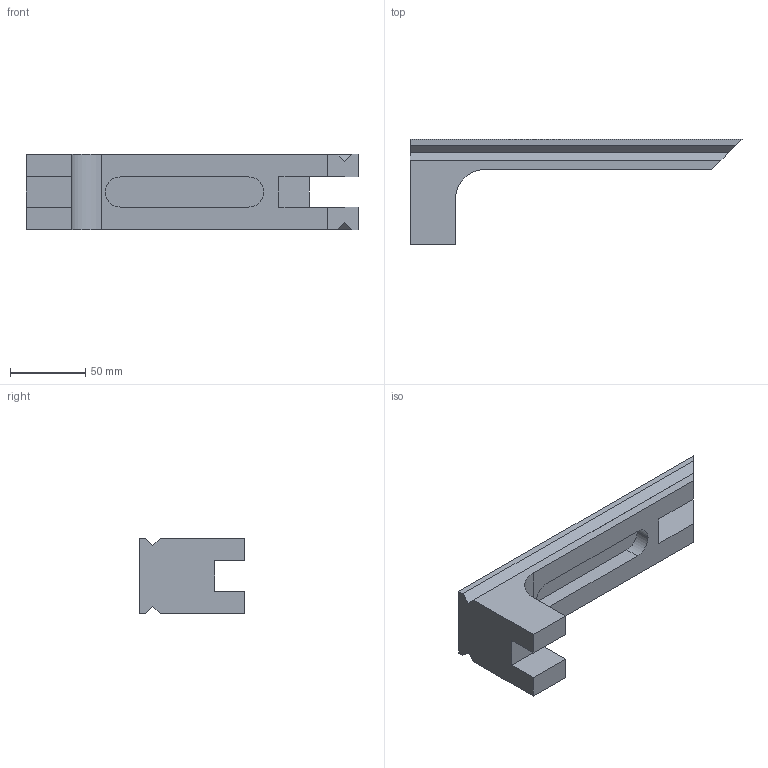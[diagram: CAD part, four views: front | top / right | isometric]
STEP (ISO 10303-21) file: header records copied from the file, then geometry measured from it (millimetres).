
FILE_DESCRIPTION (( 'STEP AP203' ), '1' );
FILE_NAME ('JointFixTool4.STEP', '2025-03-11T04:55:36', ( '' ), ( '' ), 'SwSTEP 2.0', 'SolidWorks 2020', '' );
FILE_SCHEMA (( 'CONFIG_CONTROL_DESIGN' ));
Length unit declared in the file: millimetre
Products named in the file (1): JointFixTool4
Bounding box: 220 x 70 x 50 mm (x, y, z)
Volume: 233629.9 mm3; surface area: 43912.3 mm2
Topology: 1 solids, 1 shells, 29 faces, 78 edges, 52 vertices
Faces by surface type: plane 25, cylinder 4
Entity records: 977 total; most frequent: CARTESIAN_POINT 160, ORIENTED_EDGE 156, DIRECTION 146, EDGE_CURVE 78, LINE 70, VECTOR 70, VERTEX_POINT 52, AXIS2_PLACEMENT_3D 38
